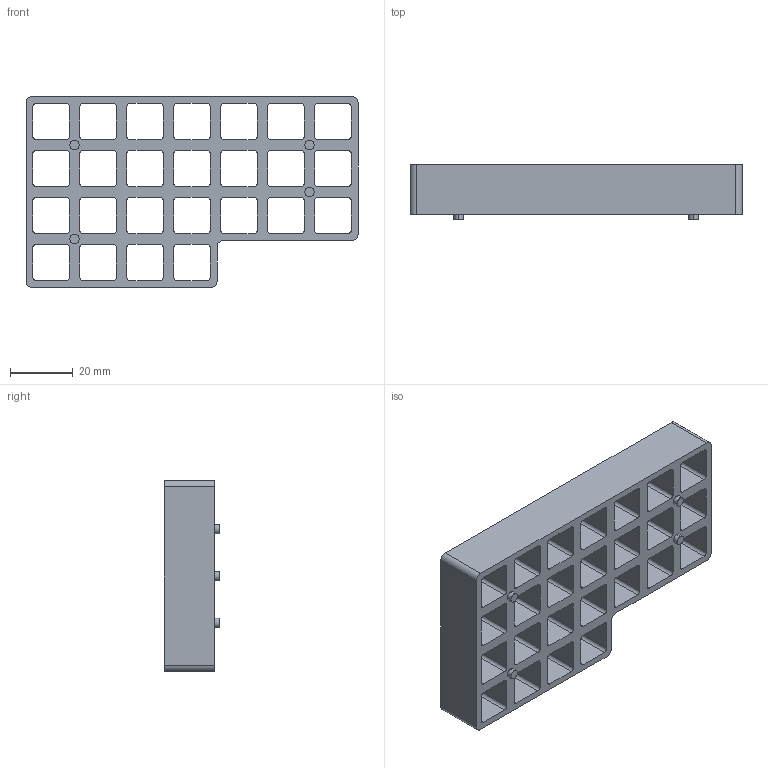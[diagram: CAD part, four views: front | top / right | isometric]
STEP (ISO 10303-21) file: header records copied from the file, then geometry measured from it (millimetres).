
FILE_DESCRIPTION (( 'STEP AP214' ), '1' );
FILE_NAME ('硌尨腑跡掑.STEP', '2023-12-07T10:01:34', ( '' ), ( '' ), 'SwSTEP 2.0', 'SolidWorks 2022', '' );
FILE_SCHEMA (( 'AUTOMOTIVE_DESIGN' ));
Length unit declared in the file: millimetre
Products named in the file (1): 指示灯格栅
Bounding box: 106 x 17.6 x 61 mm (x, y, z)
Volume: 37078.1 mm3; surface area: 28440.4 mm2
Topology: 1 solids, 1 shells, 451 faces, 1260 edges, 840 vertices
Faces by surface type: plane 237, cylinder 214
Entity records: 14736 total; most frequent: DIRECTION 2592, CARTESIAN_POINT 2552, ORIENTED_EDGE 2520, EDGE_CURVE 1260, AXIS2_PLACEMENT_3D 880, VERTEX_POINT 840, VECTOR 832, LINE 832
